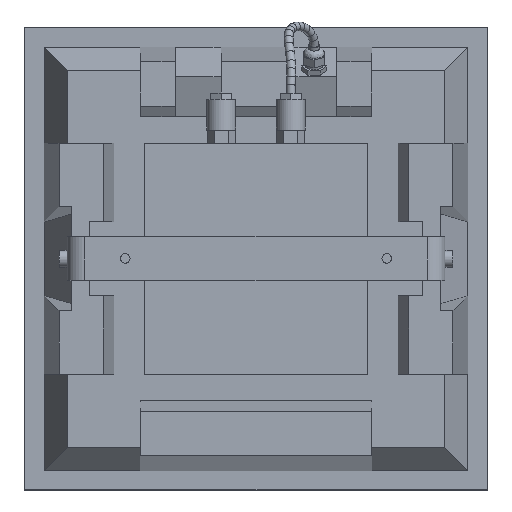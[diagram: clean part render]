
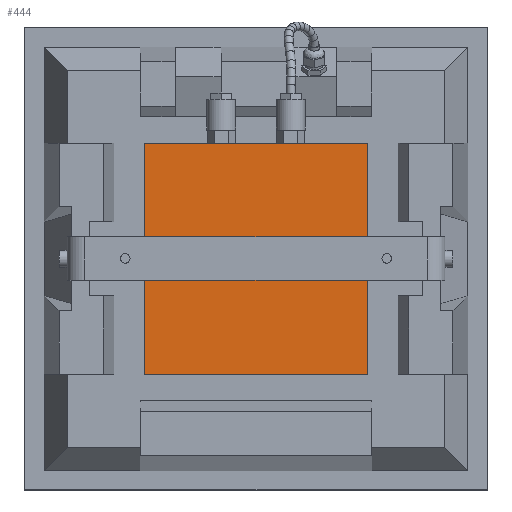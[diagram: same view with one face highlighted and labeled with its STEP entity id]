
A CAD part, top view. The second image highlights one B-rep face of the part: STEP entity #444.
In plain terms, the highlighted planar face has unit normal (0, 0, 1).
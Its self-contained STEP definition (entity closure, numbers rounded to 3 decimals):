
#444=ADVANCED_FACE('',(#744),#598,.F.);
#598=PLANE('',#3528);
#744=FACE_OUTER_BOUND('',#976,.T.);
#976=EDGE_LOOP('',(#1858,#1859,#1860,#1861));
#1858=ORIENTED_EDGE('',*,*,#2556,.F.);
#1859=ORIENTED_EDGE('',*,*,#2565,.F.);
#1860=ORIENTED_EDGE('',*,*,#2562,.F.);
#1861=ORIENTED_EDGE('',*,*,#2559,.F.);
#2144=VERTEX_POINT('',#5272);
#2145=VERTEX_POINT('',#5274);
#2147=VERTEX_POINT('',#5280);
#2149=VERTEX_POINT('',#5286);
#2556=EDGE_CURVE('',#2144,#2145,#2916,.T.);
#2559=EDGE_CURVE('',#2145,#2147,#2919,.T.);
#2562=EDGE_CURVE('',#2147,#2149,#2922,.T.);
#2565=EDGE_CURVE('',#2149,#2144,#2925,.T.);
#2916=LINE('',#5273,#3276);
#2919=LINE('',#5279,#3279);
#2922=LINE('',#5285,#3282);
#2925=LINE('',#5290,#3285);
#3276=VECTOR('',#4356,1.);
#3279=VECTOR('',#4361,1.);
#3282=VECTOR('',#4366,1.);
#3285=VECTOR('',#4371,1.);
#3528=AXIS2_PLACEMENT_3D('',#5292,#4374,#4375);
#4356=DIRECTION('',(0.,-1.,0.));
#4361=DIRECTION('',(-1.,0.,0.));
#4366=DIRECTION('',(0.,1.,0.));
#4371=DIRECTION('',(1.,0.,0.));
#4374=DIRECTION('',(0.,0.,-1.));
#4375=DIRECTION('',(-1.,0.,0.));
#5272=CARTESIAN_POINT('',(128.,132.5,-75.));
#5273=CARTESIAN_POINT('',(128.,132.5,-75.));
#5274=CARTESIAN_POINT('',(128.,-132.5,-75.));
#5279=CARTESIAN_POINT('',(128.,-132.5,-75.));
#5280=CARTESIAN_POINT('',(-128.,-132.5,-75.));
#5285=CARTESIAN_POINT('',(-128.,-132.5,-75.));
#5286=CARTESIAN_POINT('',(-128.,132.5,-75.));
#5290=CARTESIAN_POINT('',(-128.,132.5,-75.));
#5292=CARTESIAN_POINT('',(0.,0.,-75.));
